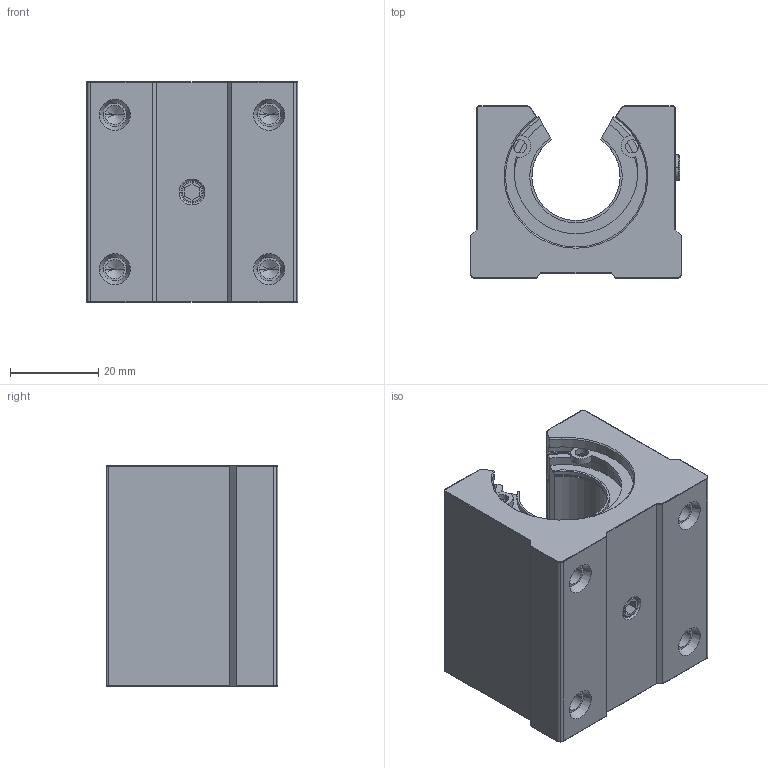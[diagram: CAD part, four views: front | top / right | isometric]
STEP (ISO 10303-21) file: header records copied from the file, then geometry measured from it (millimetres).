
FILE_DESCRIPTION (( 'STEP AP214' ), '1' );
FILE_NAME ('B579 Ëèíåéíûé ïîäøèïíèê SBR äëÿ âàëîâ 20 ìì.STEP', '2024-03-07T09:29:08', ( '' ), ( '' ), 'SwSTEP 2.0', 'SolidWorks 2022', '' );
FILE_SCHEMA (( 'AUTOMOTIVE_DESIGN' ));
Length unit declared in the file: millimetre
Products named in the file (1): B579 Линейный подшипник SBR для валов 20 мм
Bounding box: 48 x 39 x 50 mm (x, y, z)
Volume: 62280.2 mm3; surface area: 17526.5 mm2
Topology: 3 solids, 3 shells, 255 faces, 659 edges, 412 vertices
Faces by surface type: cylinder 146, plane 65, cone 24, torus 20
Entity records: 10634 total; most frequent: CARTESIAN_POINT 1499, DIRECTION 1407, ORIENTED_EDGE 1302, EDGE_CURVE 651, AXIS2_PLACEMENT_3D 548, VERTEX_POINT 412, VECTOR 311, LINE 311
